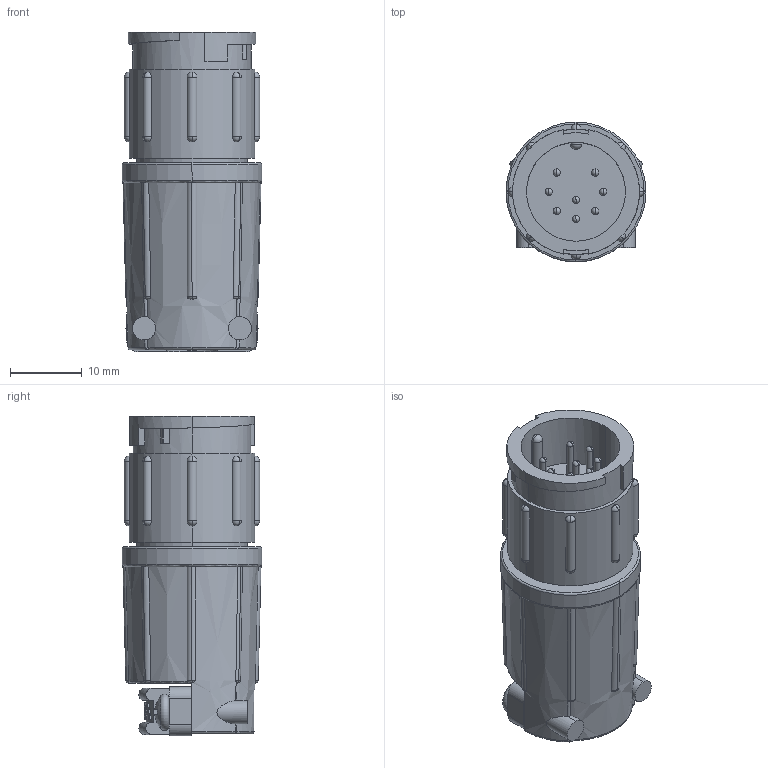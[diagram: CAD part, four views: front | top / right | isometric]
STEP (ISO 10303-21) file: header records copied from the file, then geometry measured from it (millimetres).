
FILE_DESCRIPTION (( 'STEP AP203' ), '1' );
FILE_NAME ('5282-8PG-530.STEP', '2016-06-23T20:54:44', ( '' ), ( '' ), 'SwSTEP 2.0', 'SolidWorks 2014', '' );
FILE_SCHEMA (( 'CONFIG_CONTROL_DESIGN' ));
Length unit declared in the file: inch
Products named in the file (1): 5282-8PG-530
Bounding box: 19.56 x 19.56 x 44.73 mm (x, y, z)
Volume: 9223 mm3; surface area: 4471.7 mm2
Topology: 1 solids, 1 shells, 352 faces, 1024 edges, 648 vertices
Faces by surface type: plane 126, cylinder 85, sphere 56, torus 36, bspline 30, cone 19
Entity records: 12981 total; most frequent: CARTESIAN_POINT 4641, ORIENTED_EDGE 1852, DIRECTION 1612, EDGE_CURVE 926, AXIS2_PLACEMENT_3D 668, VERTEX_POINT 599, EDGE_LOOP 377, ADVANCED_FACE 352
